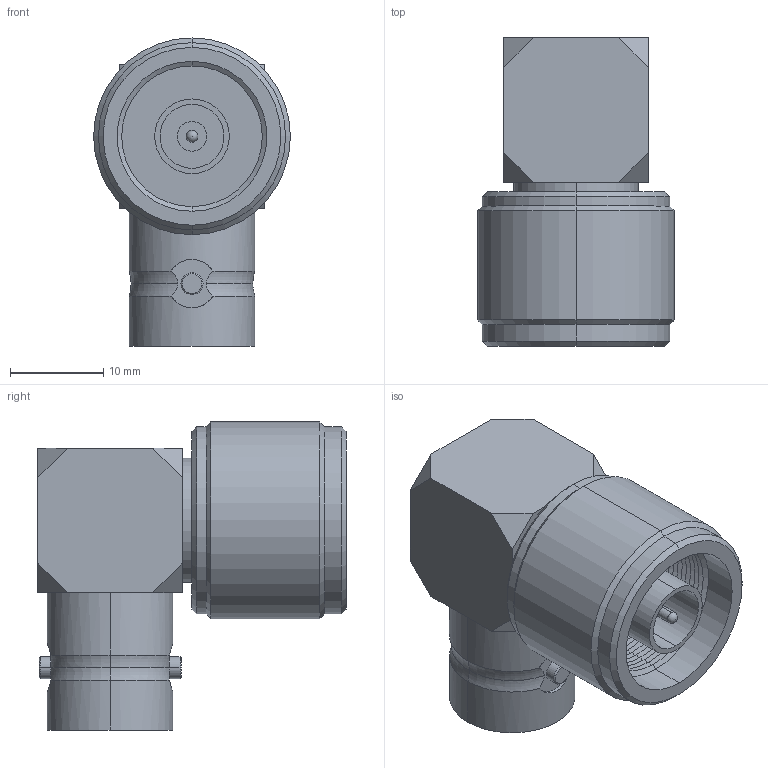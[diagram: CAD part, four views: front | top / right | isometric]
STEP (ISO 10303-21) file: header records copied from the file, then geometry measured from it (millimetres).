
FILE_DESCRIPTION (( 'STEP AP203' ), '1' );
FILE_NAME ('FMAD1294_3D.STEP', '2022-03-18T22:38:19', ( '' ), ( '' ), 'SwSTEP 2.0', 'SolidWorks 2021', '' );
FILE_SCHEMA (( 'CONFIG_CONTROL_DESIGN' ));
Length unit declared in the file: inch
Products named in the file (5): Copy of N Male Right Angle Crimp^FMAD1294; Copy of N Male body^Copy of N Male Right Angle Crimp_FMAD1294; Copy of C Female body for adapter^FMAD1294; FMAD1294_3D; Copy of N Male cap^Copy of N Male Right Angle Crimp_FMAD1294
Assembly tree (4 placements, depth 3):
  FMAD1294_3D
    Copy of N Male Right Angle Crimp^FMAD1294
      Copy of N Male body^Copy of N Male Right Angle Crimp_FMAD1294
      Copy of N Male cap^Copy of N Male Right Angle Crimp_FMAD1294
    Copy of C Female body for adapter^FMAD1294
Bounding box: 21.08 x 33.05 x 33.02 mm (x, y, z)
Volume: 9054.3 mm3; surface area: 7052.6 mm2
Topology: 3 solids, 3 shells, 241 faces, 533 edges, 315 vertices
Faces by surface type: cone 114, plane 60, cylinder 56, torus 10, sphere 1
Entity records: 7274 total; most frequent: CARTESIAN_POINT 1328, DIRECTION 1245, ORIENTED_EDGE 1060, EDGE_CURVE 530, AXIS2_PLACEMENT_3D 502, VERTEX_POINT 313, EDGE_LOOP 261, CIRCLE 253
